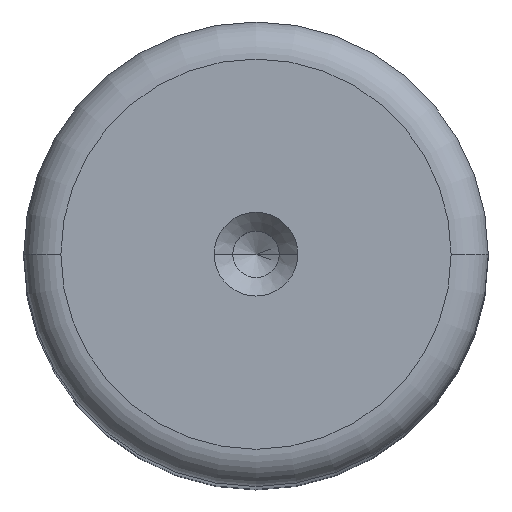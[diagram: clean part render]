
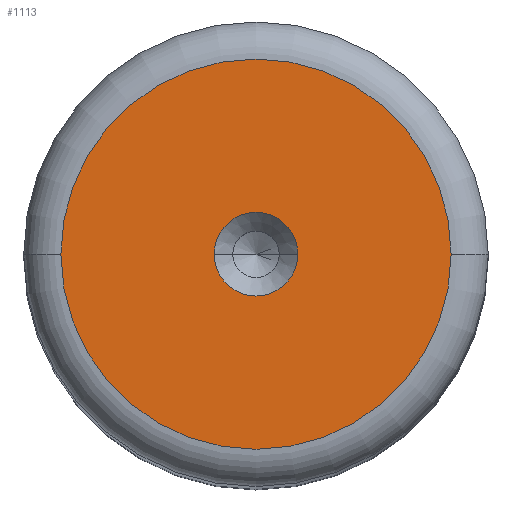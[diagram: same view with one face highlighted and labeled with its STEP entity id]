
A CAD part, top view. The second image highlights one B-rep face of the part: STEP entity #1113.
In plain terms, the highlighted planar face has unit normal (0, 0, 1).
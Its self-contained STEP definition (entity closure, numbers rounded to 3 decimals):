
#67 = VERTEX_POINT ( 'NONE', #354 ) ;
#74 = CIRCLE ( 'NONE', #745, 2.25 ) ;
#75 = CARTESIAN_POINT ( 'NONE',  ( -2.25, 0., 110. ) ) ;
#157 = DIRECTION ( 'NONE',  ( 1., 0., 0. ) ) ;
#167 = DIRECTION ( 'NONE',  ( 0., 0., 1. ) ) ;
#181 = DIRECTION ( 'NONE',  ( 0., 0., 1. ) ) ;
#186 = ORIENTED_EDGE ( 'NONE', *, *, #430, .T. ) ;
#193 = CARTESIAN_POINT ( 'NONE',  ( 0., 0., 110. ) ) ;
#277 = FACE_BOUND ( 'NONE', #303, .T. ) ;
#285 = CARTESIAN_POINT ( 'NONE',  ( 0., 0., 110. ) ) ;
#303 = EDGE_LOOP ( 'NONE', ( #1283, #924 ) ) ;
#352 = VERTEX_POINT ( 'NONE', #398 ) ;
#354 = CARTESIAN_POINT ( 'NONE',  ( -10.5, 0., 110. ) ) ;
#398 = CARTESIAN_POINT ( 'NONE',  ( 2.25, 0., 110. ) ) ;
#430 = EDGE_CURVE ( 'NONE', #67, #1611, #793, .T. ) ;
#464 = PLANE ( 'NONE',  #533 ) ;
#469 = DIRECTION ( 'NONE',  ( 0., 0., 1. ) ) ;
#533 = AXIS2_PLACEMENT_3D ( 'NONE', #193, #1567, #845 ) ;
#653 = DIRECTION ( 'NONE',  ( 0., 0., 1. ) ) ;
#693 = CIRCLE ( 'NONE', #1146, 10.5 ) ;
#715 = AXIS2_PLACEMENT_3D ( 'NONE', #1366, #653, #1494 ) ;
#745 = AXIS2_PLACEMENT_3D ( 'NONE', #946, #181, #1060 ) ;
#793 = CIRCLE ( 'NONE', #1582, 10.5 ) ;
#827 = EDGE_CURVE ( 'NONE', #945, #352, #74, .T. ) ;
#845 = DIRECTION ( 'NONE',  ( 1., 0., 0. ) ) ;
#880 = EDGE_CURVE ( 'NONE', #1611, #67, #693, .T. ) ;
#924 = ORIENTED_EDGE ( 'NONE', *, *, #827, .F. ) ;
#945 = VERTEX_POINT ( 'NONE', #75 ) ;
#946 = CARTESIAN_POINT ( 'NONE',  ( 0., 0., 110. ) ) ;
#1046 = CARTESIAN_POINT ( 'NONE',  ( 10.5, 0., 110. ) ) ;
#1060 = DIRECTION ( 'NONE',  ( 1., 0., 0. ) ) ;
#1072 = EDGE_LOOP ( 'NONE', ( #1369, #186 ) ) ;
#1113 = ADVANCED_FACE ( 'NONE', ( #277, #1267 ), #464, .T. ) ;
#1146 = AXIS2_PLACEMENT_3D ( 'NONE', #1212, #469, #1327 ) ;
#1212 = CARTESIAN_POINT ( 'NONE',  ( 0., 0., 110. ) ) ;
#1267 = FACE_OUTER_BOUND ( 'NONE', #1072, .T. ) ;
#1283 = ORIENTED_EDGE ( 'NONE', *, *, #1531, .F. ) ;
#1327 = DIRECTION ( 'NONE',  ( 1., 0., 0. ) ) ;
#1366 = CARTESIAN_POINT ( 'NONE',  ( 0., 0., 110. ) ) ;
#1369 = ORIENTED_EDGE ( 'NONE', *, *, #880, .T. ) ;
#1427 = CIRCLE ( 'NONE', #715, 2.25 ) ;
#1494 = DIRECTION ( 'NONE',  ( 1., 0., 0. ) ) ;
#1531 = EDGE_CURVE ( 'NONE', #352, #945, #1427, .T. ) ;
#1567 = DIRECTION ( 'NONE',  ( 0., 0., 1. ) ) ;
#1582 = AXIS2_PLACEMENT_3D ( 'NONE', #285, #167, #157 ) ;
#1611 = VERTEX_POINT ( 'NONE', #1046 ) ;
